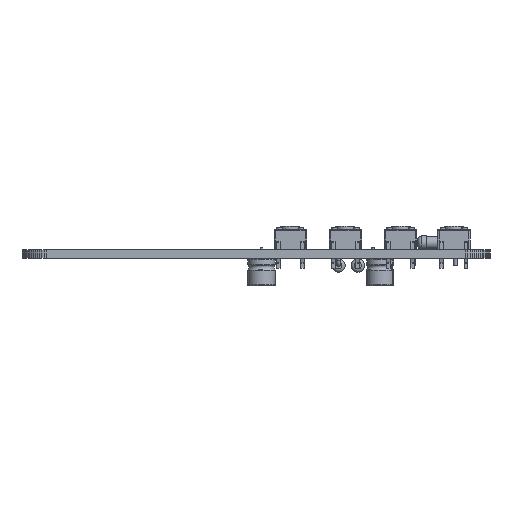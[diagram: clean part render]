
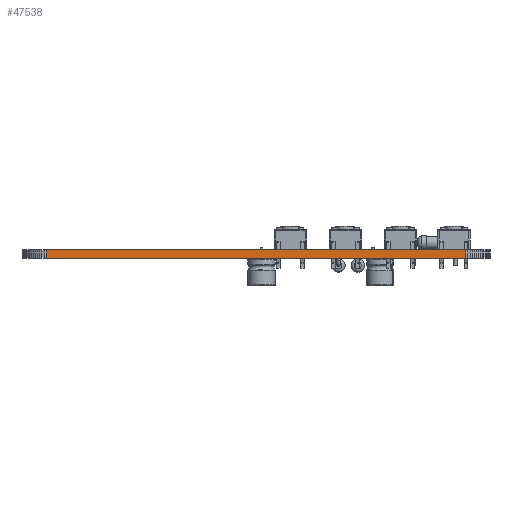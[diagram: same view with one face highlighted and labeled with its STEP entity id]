
A CAD part, left-side view. The second image highlights one B-rep face of the part: STEP entity #47538.
In plain terms, the highlighted planar face has unit normal (-1, 0, 0).
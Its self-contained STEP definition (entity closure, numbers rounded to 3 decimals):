
#13904 = PLANE('',#13905);
#13905 = AXIS2_PLACEMENT_3D('',#13906,#13907,#13908);
#13906 = CARTESIAN_POINT('',(140.97,-99.06,1.6));
#13907 = DIRECTION('',(-0.,-0.,-1.));
#13908 = DIRECTION('',(-1.,0.,0.));
#13958 = PLANE('',#13959);
#13959 = AXIS2_PLACEMENT_3D('',#13960,#13961,#13962);
#13960 = CARTESIAN_POINT('',(140.97,-99.06,0.));
#13961 = DIRECTION('',(-0.,-0.,-1.));
#13962 = DIRECTION('',(-1.,0.,0.));
#15495 = VERTEX_POINT('',#15496);
#15496 = CARTESIAN_POINT('',(78.74,-137.74,0.));
#15510 = PLANE('',#15511);
#15511 = AXIS2_PLACEMENT_3D('',#15512,#15513,#15514);
#15512 = CARTESIAN_POINT('',(78.759,-138.155,0.));
#15513 = DIRECTION('',(-0.999,-0.046,0.));
#15514 = DIRECTION('',(-0.046,0.999,0.));
#15522 = EDGE_CURVE('',#15495,#15523,#15525,.T.);
#15523 = VERTEX_POINT('',#15524);
#15524 = CARTESIAN_POINT('',(78.74,-60.38,0.));
#15525 = SURFACE_CURVE('',#15526,(#15530,#15537),.PCURVE_S1.);
#15526 = LINE('',#15527,#15528);
#15527 = CARTESIAN_POINT('',(78.74,-137.74,0.));
#15528 = VECTOR('',#15529,1.);
#15529 = DIRECTION('',(0.,1.,0.));
#15530 = PCURVE('',#13958,#15531);
#15531 = DEFINITIONAL_REPRESENTATION('',(#15532),#15536);
#15532 = LINE('',#15533,#15534);
#15533 = CARTESIAN_POINT('',(62.23,-38.68));
#15534 = VECTOR('',#15535,1.);
#15535 = DIRECTION('',(0.,1.));
#15536 = ( GEOMETRIC_REPRESENTATION_CONTEXT(2) 
PARAMETRIC_REPRESENTATION_CONTEXT() REPRESENTATION_CONTEXT('2D SPACE',''
  ) );
#15537 = PCURVE('',#15538,#15543);
#15538 = PLANE('',#15539);
#15539 = AXIS2_PLACEMENT_3D('',#15540,#15541,#15542);
#15540 = CARTESIAN_POINT('',(78.74,-137.74,0.));
#15541 = DIRECTION('',(-1.,0.,0.));
#15542 = DIRECTION('',(0.,1.,0.));
#15543 = DEFINITIONAL_REPRESENTATION('',(#15544),#15548);
#15544 = LINE('',#15545,#15546);
#15545 = CARTESIAN_POINT('',(0.,0.));
#15546 = VECTOR('',#15547,1.);
#15547 = DIRECTION('',(1.,0.));
#15548 = ( GEOMETRIC_REPRESENTATION_CONTEXT(2) 
PARAMETRIC_REPRESENTATION_CONTEXT() REPRESENTATION_CONTEXT('2D SPACE',''
  ) );
#15566 = PLANE('',#15567);
#15567 = AXIS2_PLACEMENT_3D('',#15568,#15569,#15570);
#15568 = CARTESIAN_POINT('',(78.74,-60.38,0.));
#15569 = DIRECTION('',(-0.999,0.046,0.));
#15570 = DIRECTION('',(0.046,0.999,0.));
#33279 = VERTEX_POINT('',#33280);
#33280 = CARTESIAN_POINT('',(78.74,-137.74,1.6));
#33301 = EDGE_CURVE('',#33279,#33302,#33304,.T.);
#33302 = VERTEX_POINT('',#33303);
#33303 = CARTESIAN_POINT('',(78.74,-60.38,1.6));
#33304 = SURFACE_CURVE('',#33305,(#33309,#33316),.PCURVE_S1.);
#33305 = LINE('',#33306,#33307);
#33306 = CARTESIAN_POINT('',(78.74,-137.74,1.6));
#33307 = VECTOR('',#33308,1.);
#33308 = DIRECTION('',(0.,1.,0.));
#33309 = PCURVE('',#13904,#33310);
#33310 = DEFINITIONAL_REPRESENTATION('',(#33311),#33315);
#33311 = LINE('',#33312,#33313);
#33312 = CARTESIAN_POINT('',(62.23,-38.68));
#33313 = VECTOR('',#33314,1.);
#33314 = DIRECTION('',(0.,1.));
#33315 = ( GEOMETRIC_REPRESENTATION_CONTEXT(2) 
PARAMETRIC_REPRESENTATION_CONTEXT() REPRESENTATION_CONTEXT('2D SPACE',''
  ) );
#33316 = PCURVE('',#15538,#33317);
#33317 = DEFINITIONAL_REPRESENTATION('',(#33318),#33322);
#33318 = LINE('',#33319,#33320);
#33319 = CARTESIAN_POINT('',(0.,-1.6));
#33320 = VECTOR('',#33321,1.);
#33321 = DIRECTION('',(1.,0.));
#33322 = ( GEOMETRIC_REPRESENTATION_CONTEXT(2) 
PARAMETRIC_REPRESENTATION_CONTEXT() REPRESENTATION_CONTEXT('2D SPACE',''
  ) );
#47488 = EDGE_CURVE('',#15523,#33302,#47489,.T.);
#47489 = SURFACE_CURVE('',#47490,(#47494,#47501),.PCURVE_S1.);
#47490 = LINE('',#47491,#47492);
#47491 = CARTESIAN_POINT('',(78.74,-60.38,0.));
#47492 = VECTOR('',#47493,1.);
#47493 = DIRECTION('',(0.,0.,1.));
#47494 = PCURVE('',#15566,#47495);
#47495 = DEFINITIONAL_REPRESENTATION('',(#47496),#47500);
#47496 = LINE('',#47497,#47498);
#47497 = CARTESIAN_POINT('',(0.,0.));
#47498 = VECTOR('',#47499,1.);
#47499 = DIRECTION('',(0.,-1.));
#47500 = ( GEOMETRIC_REPRESENTATION_CONTEXT(2) 
PARAMETRIC_REPRESENTATION_CONTEXT() REPRESENTATION_CONTEXT('2D SPACE',''
  ) );
#47501 = PCURVE('',#15538,#47502);
#47502 = DEFINITIONAL_REPRESENTATION('',(#47503),#47507);
#47503 = LINE('',#47504,#47505);
#47504 = CARTESIAN_POINT('',(77.36,0.));
#47505 = VECTOR('',#47506,1.);
#47506 = DIRECTION('',(0.,-1.));
#47507 = ( GEOMETRIC_REPRESENTATION_CONTEXT(2) 
PARAMETRIC_REPRESENTATION_CONTEXT() REPRESENTATION_CONTEXT('2D SPACE',''
  ) );
#47538 = ADVANCED_FACE('',(#47539),#15538,.T.);
#47539 = FACE_BOUND('',#47540,.T.);
#47540 = EDGE_LOOP('',(#47541,#47562,#47563,#47564));
#47541 = ORIENTED_EDGE('',*,*,#47542,.T.);
#47542 = EDGE_CURVE('',#15495,#33279,#47543,.T.);
#47543 = SURFACE_CURVE('',#47544,(#47548,#47555),.PCURVE_S1.);
#47544 = LINE('',#47545,#47546);
#47545 = CARTESIAN_POINT('',(78.74,-137.74,0.));
#47546 = VECTOR('',#47547,1.);
#47547 = DIRECTION('',(0.,0.,1.));
#47548 = PCURVE('',#15538,#47549);
#47549 = DEFINITIONAL_REPRESENTATION('',(#47550),#47554);
#47550 = LINE('',#47551,#47552);
#47551 = CARTESIAN_POINT('',(0.,0.));
#47552 = VECTOR('',#47553,1.);
#47553 = DIRECTION('',(0.,-1.));
#47554 = ( GEOMETRIC_REPRESENTATION_CONTEXT(2) 
PARAMETRIC_REPRESENTATION_CONTEXT() REPRESENTATION_CONTEXT('2D SPACE',''
  ) );
#47555 = PCURVE('',#15510,#47556);
#47556 = DEFINITIONAL_REPRESENTATION('',(#47557),#47561);
#47557 = LINE('',#47558,#47559);
#47558 = CARTESIAN_POINT('',(0.416,0.));
#47559 = VECTOR('',#47560,1.);
#47560 = DIRECTION('',(0.,-1.));
#47561 = ( GEOMETRIC_REPRESENTATION_CONTEXT(2) 
PARAMETRIC_REPRESENTATION_CONTEXT() REPRESENTATION_CONTEXT('2D SPACE',''
  ) );
#47562 = ORIENTED_EDGE('',*,*,#33301,.T.);
#47563 = ORIENTED_EDGE('',*,*,#47488,.F.);
#47564 = ORIENTED_EDGE('',*,*,#15522,.F.);
